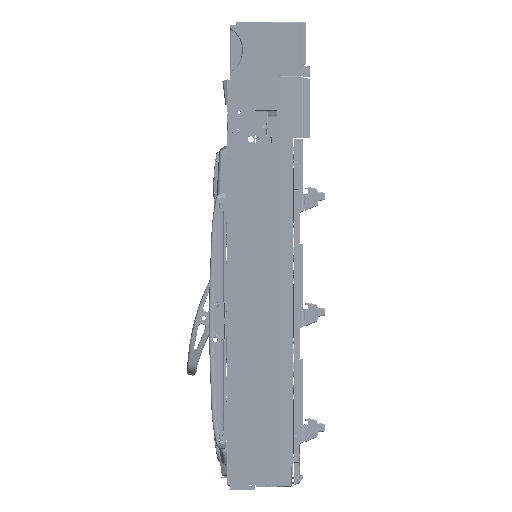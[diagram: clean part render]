
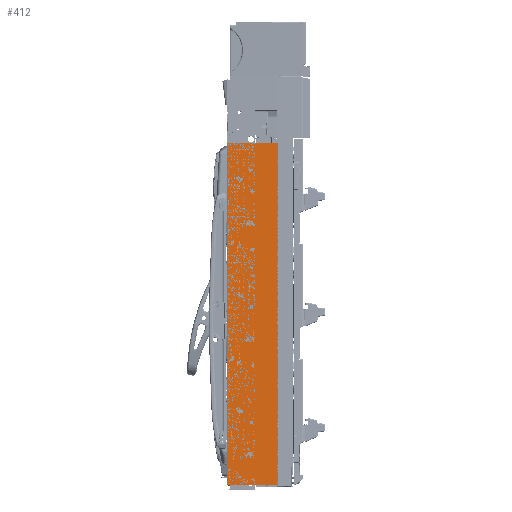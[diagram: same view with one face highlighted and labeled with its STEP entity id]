
A CAD part, left-side view. The second image highlights one B-rep face of the part: STEP entity #412.
In plain terms, the highlighted planar face has unit normal (-1, 0, 0).
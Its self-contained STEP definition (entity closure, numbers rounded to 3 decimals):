
#269=DIRECTION('',(0.,0.,1.));
#270=VECTOR('',#269,547.448);
#271=CARTESIAN_POINT('',(-99.715,623.085,-440.219));
#272=LINE('',#271,#270);
#273=DIRECTION('',(0.,-1.,0.));
#274=VECTOR('',#273,81.079);
#275=CARTESIAN_POINT('',(-99.715,623.085,107.228));
#276=LINE('',#275,#274);
#277=DIRECTION('',(0.,0.,-1.));
#278=VECTOR('',#277,547.448);
#279=CARTESIAN_POINT('',(-99.715,542.006,107.228));
#280=LINE('',#279,#278);
#281=DIRECTION('',(0.,1.,0.));
#282=VECTOR('',#281,81.079);
#283=CARTESIAN_POINT('',(-99.715,542.006,-440.219));
#284=LINE('',#283,#282);
#293=CARTESIAN_POINT('',(-99.715,623.085,-440.219));
#294=CARTESIAN_POINT('',(-99.715,623.085,107.228));
#295=VERTEX_POINT('',#293);
#296=VERTEX_POINT('',#294);
#297=CARTESIAN_POINT('',(-99.715,542.006,107.228));
#298=VERTEX_POINT('',#297);
#299=CARTESIAN_POINT('',(-99.715,542.006,-440.219));
#300=VERTEX_POINT('',#299);
#401=CARTESIAN_POINT('',(-99.715,556.196,218.781));
#402=DIRECTION('',(1.,0.,0.));
#403=DIRECTION('',(0.,0.,-1.));
#404=AXIS2_PLACEMENT_3D('',#401,#402,#403);
#405=PLANE('',#404);
#406=ORIENTED_EDGE('',*,*,#332,.T.);
#407=ORIENTED_EDGE('',*,*,#354,.T.);
#408=ORIENTED_EDGE('',*,*,#375,.T.);
#409=ORIENTED_EDGE('',*,*,#388,.T.);
#410=EDGE_LOOP('',(#406,#407,#408,#409));
#411=FACE_OUTER_BOUND('',#410,.F.);
#332=EDGE_CURVE('',#295,#296,#272,.T.);
#354=EDGE_CURVE('',#296,#298,#276,.T.);
#375=EDGE_CURVE('',#298,#300,#280,.T.);
#388=EDGE_CURVE('',#300,#295,#284,.T.);
#412=ADVANCED_FACE('',(#411),#405,.F.);
